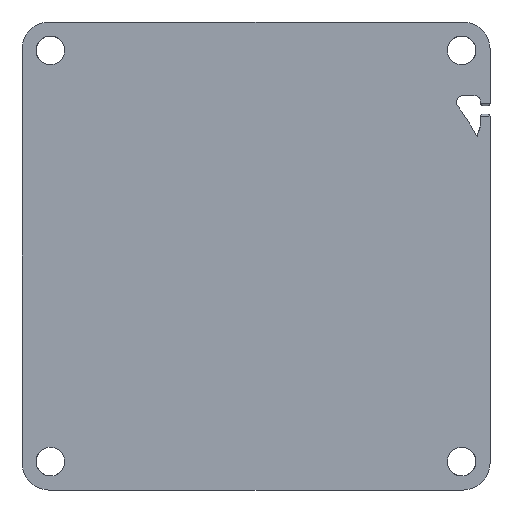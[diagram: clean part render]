
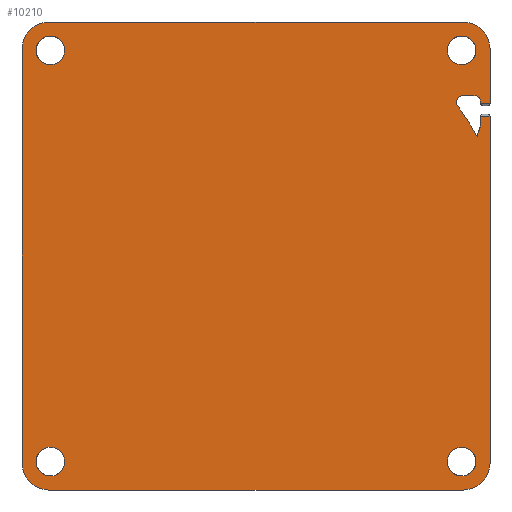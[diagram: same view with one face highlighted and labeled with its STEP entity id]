
A CAD part, front view. The second image highlights one B-rep face of the part: STEP entity #10210.
In plain terms, the highlighted planar face has unit normal (0, -1, 0).
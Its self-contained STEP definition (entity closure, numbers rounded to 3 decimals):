
#679=CARTESIAN_POINT('',(-51.225,0.,35.259));
#680=DIRECTION('',(0.,1.,0.));
#681=DIRECTION('',(0.948,0.,-0.317));
#682=AXIS2_PLACEMENT_3D('',#679,#680,#681);
#1326=DIRECTION('',(-1.,0.,0.));
#1327=VECTOR('',#1326,62.);
#1328=CARTESIAN_POINT('',(-6.6,0.,35.));
#1329=LINE('',#1328,#1327);
#1368=CARTESIAN_POINT('',(-68.6,0.,31.));
#1369=DIRECTION('',(0.,-1.,0.));
#1370=DIRECTION('',(0.,0.,1.));
#1371=AXIS2_PLACEMENT_3D('',#1368,#1369,#1370);
#1382=CARTESIAN_POINT('',(-6.85,0.,30.75));
#1383=DIRECTION('',(0.,1.,0.));
#1384=DIRECTION('',(0.,0.,1.));
#1385=AXIS2_PLACEMENT_3D('',#1382,#1383,#1384);
#1387=CARTESIAN_POINT('',(-6.85,0.,30.75));
#1388=DIRECTION('',(0.,1.,0.));
#1389=DIRECTION('',(0.,0.,-1.));
#1390=AXIS2_PLACEMENT_3D('',#1387,#1388,#1389);
#1392=CARTESIAN_POINT('',(-68.35,0.,30.75));
#1393=DIRECTION('',(0.,1.,0.));
#1394=DIRECTION('',(0.,0.,1.));
#1395=AXIS2_PLACEMENT_3D('',#1392,#1393,#1394);
#1397=CARTESIAN_POINT('',(-68.35,0.,30.75));
#1398=DIRECTION('',(0.,1.,0.));
#1399=DIRECTION('',(0.,0.,-1.));
#1400=AXIS2_PLACEMENT_3D('',#1397,#1398,#1399);
#1402=CARTESIAN_POINT('',(-68.35,0.,-30.75));
#1403=DIRECTION('',(0.,1.,0.));
#1404=DIRECTION('',(0.,0.,1.));
#1405=AXIS2_PLACEMENT_3D('',#1402,#1403,#1404);
#1407=CARTESIAN_POINT('',(-68.35,0.,-30.75));
#1408=DIRECTION('',(0.,1.,0.));
#1409=DIRECTION('',(0.,0.,-1.));
#1410=AXIS2_PLACEMENT_3D('',#1407,#1408,#1409);
#1412=CARTESIAN_POINT('',(-6.85,0.,-30.75));
#1413=DIRECTION('',(0.,1.,0.));
#1414=DIRECTION('',(0.,0.,1.));
#1415=AXIS2_PLACEMENT_3D('',#1412,#1413,#1414);
#1417=CARTESIAN_POINT('',(-6.85,0.,-30.75));
#1418=DIRECTION('',(0.,1.,0.));
#1419=DIRECTION('',(0.,0.,-1.));
#1420=AXIS2_PLACEMENT_3D('',#1417,#1418,#1419);
#1422=CARTESIAN_POINT('',(-51.225,0.,35.259));
#1423=DIRECTION('',(0.,-1.,0.));
#1424=DIRECTION('',(0.961,0.,-0.276));
#1425=AXIS2_PLACEMENT_3D('',#1422,#1423,#1424);
#1427=CARTESIAN_POINT('',(-37.6,0.,0.));
#1428=DIRECTION('',(0.,-1.,0.));
#1429=DIRECTION('',(0.879,0.,0.476));
#1430=AXIS2_PLACEMENT_3D('',#1427,#1428,#1429);
#1432=DIRECTION('',(0.,0.,1.));
#1433=VECTOR('',#1432,1.449);
#1434=CARTESIAN_POINT('',(-4.,0.,19.451));
#1435=LINE('',#1434,#1433);
#1436=DIRECTION('',(0.,0.,1.));
#1437=VECTOR('',#1436,0.2);
#1438=CARTESIAN_POINT('',(-4.,0.,22.8));
#1439=LINE('',#1438,#1437);
#1440=CARTESIAN_POINT('',(-5.,0.,23.));
#1441=DIRECTION('',(0.,-1.,0.));
#1442=DIRECTION('',(1.,0.,0.));
#1443=AXIS2_PLACEMENT_3D('',#1440,#1441,#1442);
#1445=DIRECTION('',(-1.,0.,0.));
#1446=VECTOR('',#1445,1.577);
#1447=CARTESIAN_POINT('',(-5.,0.,24.));
#1448=LINE('',#1447,#1446);
#1449=CARTESIAN_POINT('',(-6.577,0.,23.));
#1450=DIRECTION('',(0.,-1.,0.));
#1451=DIRECTION('',(0.,0.,1.));
#1452=AXIS2_PLACEMENT_3D('',#1449,#1450,#1451);
#1900=DIRECTION('',(1.,0.,0.));
#1901=VECTOR('',#1900,1.4);
#1902=CARTESIAN_POINT('',(-4.,0.,22.8));
#1903=LINE('',#1902,#1901);
#1967=DIRECTION('',(0.,0.,1.));
#1968=VECTOR('',#1967,51.9);
#1969=CARTESIAN_POINT('',(-2.6,0.,-31.));
#1970=LINE('',#1969,#1968);
#2001=DIRECTION('',(0.,0.,1.));
#2002=VECTOR('',#2001,8.2);
#2003=CARTESIAN_POINT('',(-2.6,0.,22.8));
#2004=LINE('',#2003,#2002);
#2051=CARTESIAN_POINT('',(-6.6,0.,-31.));
#2052=DIRECTION('',(0.,-1.,0.));
#2053=DIRECTION('',(0.,0.,-1.));
#2054=AXIS2_PLACEMENT_3D('',#2051,#2052,#2053);
#2065=DIRECTION('',(1.,0.,0.));
#2066=VECTOR('',#2065,62.);
#2067=CARTESIAN_POINT('',(-68.6,0.,-35.));
#2068=LINE('',#2067,#2066);
#2133=CARTESIAN_POINT('',(-68.6,0.,-31.));
#2134=DIRECTION('',(0.,-1.,0.));
#2135=DIRECTION('',(-1.,0.,0.));
#2136=AXIS2_PLACEMENT_3D('',#2133,#2134,#2135);
#2147=DIRECTION('',(0.,0.,-1.));
#2148=VECTOR('',#2147,62.);
#2149=CARTESIAN_POINT('',(-72.6,0.,31.));
#2150=LINE('',#2149,#2148);
#2306=DIRECTION('',(-1.,0.,0.));
#2307=VECTOR('',#2306,1.4);
#2308=CARTESIAN_POINT('',(-2.6,0.,20.9));
#2309=LINE('',#2308,#2307);
#2381=CARTESIAN_POINT('',(-6.6,0.,31.));
#2382=DIRECTION('',(0.,-1.,0.));
#2383=DIRECTION('',(1.,0.,0.));
#2384=AXIS2_PLACEMENT_3D('',#2381,#2382,#2383);
#6462=CARTESIAN_POINT('',(-6.85,0.,32.9));
#6463=CARTESIAN_POINT('',(-6.85,0.,28.6));
#6464=VERTEX_POINT('',#6462);
#6465=VERTEX_POINT('',#6463);
#6466=CARTESIAN_POINT('',(-68.35,0.,32.9));
#6467=CARTESIAN_POINT('',(-68.35,0.,28.6));
#6468=VERTEX_POINT('',#6466);
#6469=VERTEX_POINT('',#6467);
#6470=CARTESIAN_POINT('',(-68.35,0.,-28.6));
#6471=CARTESIAN_POINT('',(-68.35,0.,-32.9));
#6472=VERTEX_POINT('',#6470);
#6473=VERTEX_POINT('',#6471);
#6474=CARTESIAN_POINT('',(-6.85,0.,-28.6));
#6475=CARTESIAN_POINT('',(-6.85,0.,-32.9));
#6476=VERTEX_POINT('',#6474);
#6477=VERTEX_POINT('',#6475);
#6582=CARTESIAN_POINT('',(-2.6,0.,31.));
#6583=CARTESIAN_POINT('',(-6.6,0.,35.));
#6584=VERTEX_POINT('',#6582);
#6585=VERTEX_POINT('',#6583);
#6590=CARTESIAN_POINT('',(-6.6,0.,-35.));
#6591=CARTESIAN_POINT('',(-2.6,0.,-31.));
#6592=VERTEX_POINT('',#6590);
#6593=VERTEX_POINT('',#6591);
#6598=CARTESIAN_POINT('',(-72.6,0.,-31.));
#6599=CARTESIAN_POINT('',(-68.6,0.,-35.));
#6600=VERTEX_POINT('',#6598);
#6601=VERTEX_POINT('',#6599);
#6606=CARTESIAN_POINT('',(-68.6,0.,35.));
#6607=CARTESIAN_POINT('',(-72.6,0.,31.));
#6608=VERTEX_POINT('',#6606);
#6609=VERTEX_POINT('',#6607);
#7137=CARTESIAN_POINT('',(-4.,0.,23.));
#7138=CARTESIAN_POINT('',(-5.,0.,24.));
#7139=VERTEX_POINT('',#7137);
#7140=VERTEX_POINT('',#7138);
#7141=CARTESIAN_POINT('',(-6.577,0.,24.));
#7142=VERTEX_POINT('',#7141);
#7143=CARTESIAN_POINT('',(-7.541,0.,23.265));
#7144=VERTEX_POINT('',#7143);
#7279=CARTESIAN_POINT('',(-4.,0.,19.451));
#7280=VERTEX_POINT('',#7279);
#7291=CARTESIAN_POINT('',(-2.6,0.,20.9));
#7292=VERTEX_POINT('',#7291);
#7293=CARTESIAN_POINT('',(-4.,0.,20.9));
#7294=VERTEX_POINT('',#7293);
#7318=CARTESIAN_POINT('',(-2.6,0.,22.8));
#7320=VERTEX_POINT('',#7318);
#7321=CARTESIAN_POINT('',(-4.,0.,22.8));
#7322=VERTEX_POINT('',#7321);
#7998=CARTESIAN_POINT('',(-4.542,0.,17.915));
#7999=VERTEX_POINT('',#7998);
#8004=CARTESIAN_POINT('',(-7.68,0.,22.771));
#8005=VERTEX_POINT('',#8004);
#10145=CARTESIAN_POINT('',(-37.6,0.,0.));
#10146=DIRECTION('',(0.,1.,0.));
#10147=DIRECTION('',(1.,0.,0.));
#10148=AXIS2_PLACEMENT_3D('',#10145,#10146,#10147);
#10149=PLANE('',#10148);
#10151=ORIENTED_EDGE('',*,*,#10150,.F.);
#10153=ORIENTED_EDGE('',*,*,#10152,.F.);
#10154=ORIENTED_EDGE('',*,*,#8995,.F.);
#10155=ORIENTED_EDGE('',*,*,#9009,.T.);
#10157=ORIENTED_EDGE('',*,*,#10156,.F.);
#10159=ORIENTED_EDGE('',*,*,#10158,.F.);
#10161=ORIENTED_EDGE('',*,*,#10160,.F.);
#10163=ORIENTED_EDGE('',*,*,#10162,.F.);
#10165=ORIENTED_EDGE('',*,*,#10164,.F.);
#10167=ORIENTED_EDGE('',*,*,#10166,.F.);
#10168=ORIENTED_EDGE('',*,*,#10137,.F.);
#10169=ORIENTED_EDGE('',*,*,#10054,.F.);
#10171=ORIENTED_EDGE('',*,*,#10170,.F.);
#10173=ORIENTED_EDGE('',*,*,#10172,.F.);
#10175=ORIENTED_EDGE('',*,*,#10174,.F.);
#10177=ORIENTED_EDGE('',*,*,#10176,.T.);
#10179=ORIENTED_EDGE('',*,*,#10178,.T.);
#10181=ORIENTED_EDGE('',*,*,#10180,.T.);
#10183=ORIENTED_EDGE('',*,*,#10182,.T.);
#10184=EDGE_LOOP('',(#10151,#10153,#10154,#10155,#10157,#10159,#10161,#10163,
#10165,#10167,#10168,#10169,#10171,#10173,#10175,#10177,#10179,#10181,#10183));
#10185=FACE_OUTER_BOUND('',#10184,.F.);
#10187=ORIENTED_EDGE('',*,*,#10186,.F.);
#10189=ORIENTED_EDGE('',*,*,#10188,.F.);
#10190=EDGE_LOOP('',(#10187,#10189));
#10191=FACE_BOUND('',#10190,.F.);
#10193=ORIENTED_EDGE('',*,*,#10192,.F.);
#10195=ORIENTED_EDGE('',*,*,#10194,.F.);
#10196=EDGE_LOOP('',(#10193,#10195));
#10197=FACE_BOUND('',#10196,.F.);
#10199=ORIENTED_EDGE('',*,*,#10198,.F.);
#10201=ORIENTED_EDGE('',*,*,#10200,.F.);
#10202=EDGE_LOOP('',(#10199,#10201));
#10203=FACE_BOUND('',#10202,.F.);
#10205=ORIENTED_EDGE('',*,*,#10204,.F.);
#10207=ORIENTED_EDGE('',*,*,#10206,.F.);
#10208=EDGE_LOOP('',(#10205,#10207));
#10209=FACE_BOUND('',#10208,.F.);
#10210=ADVANCED_FACE('',(#10185,#10191,#10197,#10203,#10209),#10149,.F.);
#683=CIRCLE('',#682,49.8);
#1372=CIRCLE('',#1371,4.);
#1386=CIRCLE('',#1385,2.15);
#1391=CIRCLE('',#1390,2.15);
#1396=CIRCLE('',#1395,2.15);
#1401=CIRCLE('',#1400,2.15);
#1406=CIRCLE('',#1405,2.15);
#1411=CIRCLE('',#1410,2.15);
#1416=CIRCLE('',#1415,2.15);
#1421=CIRCLE('',#1420,2.15);
#1426=CIRCLE('',#1425,45.3);
#1431=CIRCLE('',#1430,37.6);
#1444=CIRCLE('',#1443,1.);
#1453=CIRCLE('',#1452,1.);
#2055=CIRCLE('',#2054,4.);
#2137=CIRCLE('',#2136,4.);
#2385=CIRCLE('',#2384,4.);
#8995=EDGE_CURVE('',#7280,#7999,#683,.T.);
#9009=EDGE_CURVE('',#7280,#7294,#1435,.T.);
#10054=EDGE_CURVE('',#6585,#6608,#1329,.T.);
#10137=EDGE_CURVE('',#6608,#6609,#1372,.T.);
#10150=EDGE_CURVE('',#8005,#7144,#1426,.T.);
#10152=EDGE_CURVE('',#7999,#8005,#1431,.T.);
#10156=EDGE_CURVE('',#7292,#7294,#2309,.T.);
#10158=EDGE_CURVE('',#6593,#7292,#1970,.T.);
#10160=EDGE_CURVE('',#6592,#6593,#2055,.T.);
#10162=EDGE_CURVE('',#6601,#6592,#2068,.T.);
#10164=EDGE_CURVE('',#6600,#6601,#2137,.T.);
#10166=EDGE_CURVE('',#6609,#6600,#2150,.T.);
#10170=EDGE_CURVE('',#6584,#6585,#2385,.T.);
#10172=EDGE_CURVE('',#7320,#6584,#2004,.T.);
#10174=EDGE_CURVE('',#7322,#7320,#1903,.T.);
#10176=EDGE_CURVE('',#7322,#7139,#1439,.T.);
#10178=EDGE_CURVE('',#7139,#7140,#1444,.T.);
#10180=EDGE_CURVE('',#7140,#7142,#1448,.T.);
#10182=EDGE_CURVE('',#7142,#7144,#1453,.T.);
#10186=EDGE_CURVE('',#6464,#6465,#1386,.T.);
#10188=EDGE_CURVE('',#6465,#6464,#1391,.T.);
#10192=EDGE_CURVE('',#6468,#6469,#1396,.T.);
#10194=EDGE_CURVE('',#6469,#6468,#1401,.T.);
#10198=EDGE_CURVE('',#6472,#6473,#1406,.T.);
#10200=EDGE_CURVE('',#6473,#6472,#1411,.T.);
#10204=EDGE_CURVE('',#6476,#6477,#1416,.T.);
#10206=EDGE_CURVE('',#6477,#6476,#1421,.T.);
